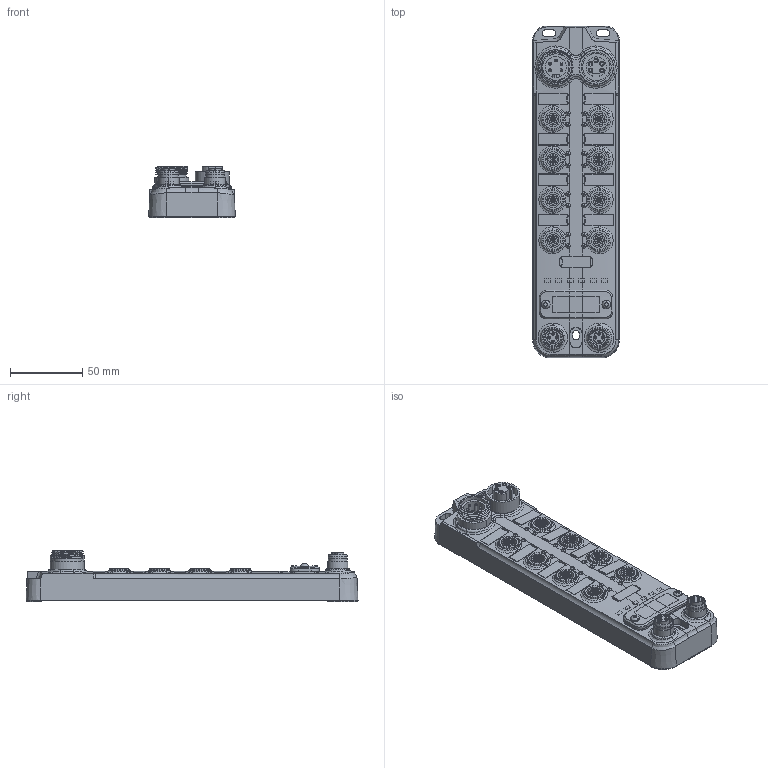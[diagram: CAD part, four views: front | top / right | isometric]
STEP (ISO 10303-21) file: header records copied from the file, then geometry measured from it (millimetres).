
FILE_DESCRIPTION((''),'2;1');
FILE_NAME('IOLINK00','2024-11-06T13:54:06',('elco'),(''),'CREO PARAMETRIC BY PTC INC, 2022424','CREO PARAMETRIC BY PTC INC, 2022424','');
FILE_SCHEMA(('CONFIG_CONTROL_DESIGN'));
Products named in the file (1): IOLINK00
Bounding box: 60 x 230 x 35.4 mm (x, y, z)
Volume: 259026.8 mm3; surface area: 79662.9 mm2
Topology: 1 solids, 53 shells, 2757 faces, 7432 edges, 4941 vertices
Faces by surface type: plane 1273, cylinder 924, cone 253, bspline 146, sphere 80, torus 78, extrusion 3
Entity records: 98215 total; most frequent: CARTESIAN_POINT 28891, ORIENTED_EDGE 14706, DIRECTION 14182, EDGE_CURVE 7353, AXIS2_PLACEMENT_3D 5314, VERTEX_POINT 4941, VECTOR 3554, LINE 3551
